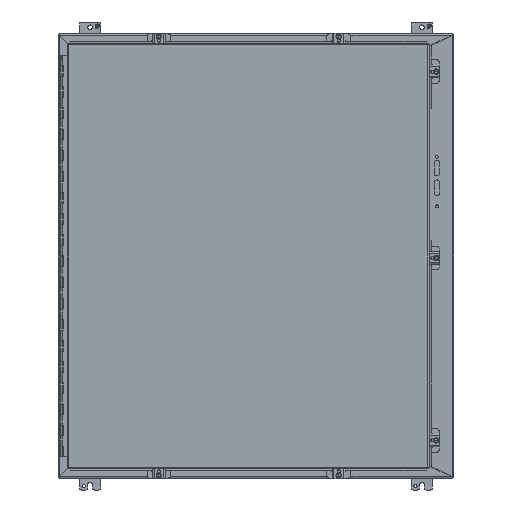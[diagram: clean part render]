
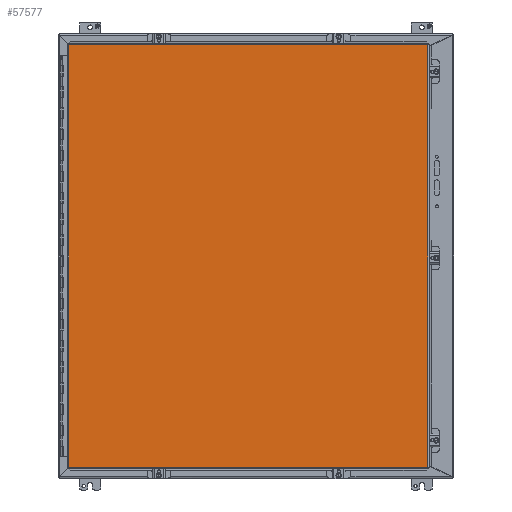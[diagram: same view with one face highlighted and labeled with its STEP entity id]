
A CAD part, front view. The second image highlights one B-rep face of the part: STEP entity #57577.
In plain terms, the highlighted planar face has unit normal (0, -1, 0).
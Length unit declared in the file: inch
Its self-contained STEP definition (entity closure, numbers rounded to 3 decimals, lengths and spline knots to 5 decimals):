
#2576 = DIRECTION ( 'NONE',  ( -1., 0., 0. ) ) ;
#6735 = VERTEX_POINT ( 'NONE', #18215 ) ;
#7641 = LINE ( 'NONE', #29876, #17116 ) ;
#9382 = VERTEX_POINT ( 'NONE', #9712 ) ;
#9712 = CARTESIAN_POINT ( 'NONE',  ( -17.7135, -13.21, 19.9545 ) ) ;
#11532 = ORIENTED_EDGE ( 'NONE', *, *, #55086, .T. ) ;
#13313 = CARTESIAN_POINT ( 'NONE',  ( 16.2585, -13.21, -19.9545 ) ) ;
#16384 = FACE_OUTER_BOUND ( 'NONE', #48679, .T. ) ;
#17116 = VECTOR ( 'NONE', #36398, 39.37008 ) ;
#18215 = CARTESIAN_POINT ( 'NONE',  ( -17.7135, -13.21, -19.9545 ) ) ;
#19943 = EDGE_CURVE ( 'NONE', #9382, #6735, #32761, .T. ) ;
#22949 = PLANE ( 'NONE',  #29792 ) ;
#24064 = VECTOR ( 'NONE', #37569, 39.37008 ) ;
#28067 = CARTESIAN_POINT ( 'NONE',  ( -17.8215, -13.21, -20.0625 ) ) ;
#29792 = AXIS2_PLACEMENT_3D ( 'NONE', #28067, #45162, #50300 ) ;
#29876 = CARTESIAN_POINT ( 'NONE',  ( -17.8215, -13.21, -19.9545 ) ) ;
#30286 = CARTESIAN_POINT ( 'NONE',  ( -17.8215, -13.21, 19.9545 ) ) ;
#32761 = LINE ( 'NONE', #44403, #50456 ) ;
#36398 = DIRECTION ( 'NONE',  ( 1., 0., 0. ) ) ;
#36848 = LINE ( 'NONE', #65219, #24064 ) ;
#37569 = DIRECTION ( 'NONE',  ( 0., 0., 1. ) ) ;
#40452 = ORIENTED_EDGE ( 'NONE', *, *, #58832, .T. ) ;
#43642 = VERTEX_POINT ( 'NONE', #59500 ) ;
#44403 = CARTESIAN_POINT ( 'NONE',  ( -17.7135, -13.21, -20.0625 ) ) ;
#45162 = DIRECTION ( 'NONE',  ( 0., -1., 0. ) ) ;
#48679 = EDGE_LOOP ( 'NONE', ( #69142, #40452, #70500, #11532 ) ) ;
#50300 = DIRECTION ( 'NONE',  ( 0., 0., -1. ) ) ;
#50456 = VECTOR ( 'NONE', #65544, 39.37008 ) ;
#53024 = VERTEX_POINT ( 'NONE', #13313 ) ;
#55086 = EDGE_CURVE ( 'NONE', #43642, #9382, #57948, .T. ) ;
#56926 = VECTOR ( 'NONE', #2576, 39.37008 ) ;
#57577 = ADVANCED_FACE ( 'NONE', ( #16384 ), #22949, .T. ) ;
#57948 = LINE ( 'NONE', #30286, #56926 ) ;
#58556 = EDGE_CURVE ( 'NONE', #53024, #43642, #36848, .T. ) ;
#58832 = EDGE_CURVE ( 'NONE', #6735, #53024, #7641, .T. ) ;
#59500 = CARTESIAN_POINT ( 'NONE',  ( 16.2585, -13.21, 19.9545 ) ) ;
#65219 = CARTESIAN_POINT ( 'NONE',  ( 16.2585, -13.21, -20.0625 ) ) ;
#65544 = DIRECTION ( 'NONE',  ( 0., 0., -1. ) ) ;
#69142 = ORIENTED_EDGE ( 'NONE', *, *, #19943, .T. ) ;
#70500 = ORIENTED_EDGE ( 'NONE', *, *, #58556, .T. ) ;
